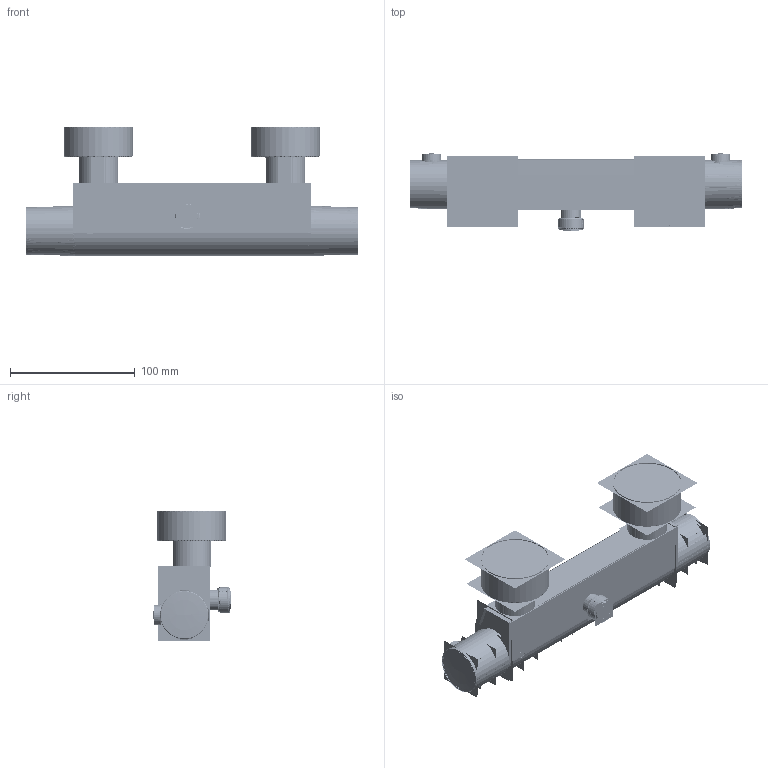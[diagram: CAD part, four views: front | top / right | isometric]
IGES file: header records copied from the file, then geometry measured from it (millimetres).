
Start section:  PTC IGES file: a47174.igs
Global section: file name: a47174.igs; native system: Creo Parametric by PTC Inc.; preprocessor: 2017380; author: enes.cakir; organization: Unknown; date: 20190215.134812; units: millimetre
Bounding box: 266.41 x 61.87 x 104.83 mm (x, y, z)
Surface area: 572335.6 mm2 (no closed solid volume)
Topology: 0 solids, 0 shells, 3622 faces, 51438 edges, 67386 vertices
Faces by surface type: revolution 1868, bspline 1754
